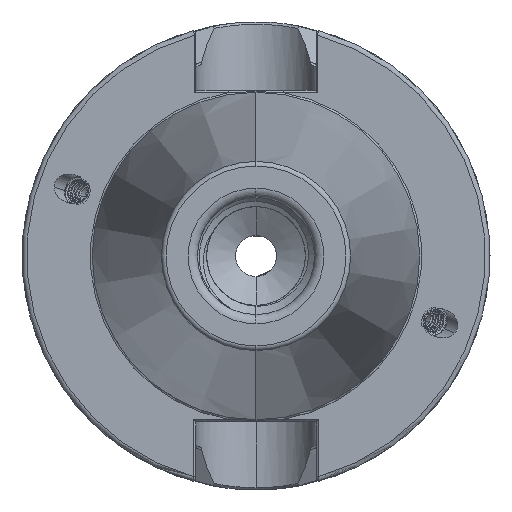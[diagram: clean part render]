
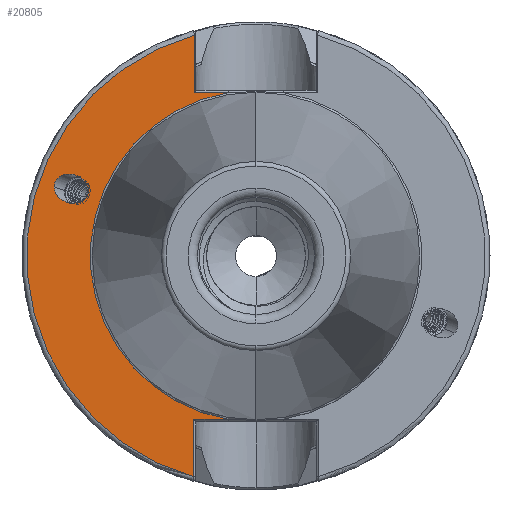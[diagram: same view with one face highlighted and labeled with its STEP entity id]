
A CAD part, left-side view. The second image highlights one B-rep face of the part: STEP entity #20805.
In plain terms, the highlighted planar face has unit normal (-1, 0, 0).
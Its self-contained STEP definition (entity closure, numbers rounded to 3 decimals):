
#5678 = EDGE_CURVE ( 'NONE', #16117, #16118, #21139, .T. ) ;
#6027 = EDGE_CURVE ( 'NONE', #16505, #16413, #18994, .T. ) ;
#6040 = EDGE_CURVE ( 'NONE', #16413, #16451, #18974, .T. ) ;
#6065 = EDGE_CURVE ( 'NONE', #16451, #16434, #19096, .T. ) ;
#6073 = EDGE_CURVE ( 'NONE', #16505, #16509, #19073, .T. ) ;
#6077 = EDGE_CURVE ( 'NONE', #16434, #16455, #19054, .T. ) ;
#6086 = EDGE_CURVE ( 'NONE', #16455, #16509, #19046, .T. ) ;
#6191 = EDGE_CURVE ( 'NONE', #16118, #16125, #16953, .T. ) ;
#6353 = EDGE_CURVE ( 'NONE', #16125, #16117, #17033, .T. ) ;
#7197 = CARTESIAN_POINT ( 'NONE',  ( 0., 43.118, 9.99 ) ) ;
#7215 = CARTESIAN_POINT ( 'NONE',  ( 0., 43.118, 14.766 ) ) ;
#7222 = CARTESIAN_POINT ( 'NONE',  ( 0., 37.57, 8.69 ) ) ;
#7228 = CARTESIAN_POINT ( 'NONE',  ( 0., 35.968, 13.091 ) ) ;
#10262 = CARTESIAN_POINT ( 'NONE',  ( 0., 35.398, 0. ) ) ;
#10288 = DIRECTION ( 'NONE',  ( 1., 0., 0. ) ) ;
#10294 = DIRECTION ( 'NONE',  ( 0., 0., -1. ) ) ;
#10339 = PLANE ( 'NONE',  #11593 ) ;
#11593 = AXIS2_PLACEMENT_3D ( 'NONE', #10262, #10288, #10294 ) ;
#12542 = DIRECTION ( 'NONE',  ( 0., 1., 0. ) ) ;
#12578 = CARTESIAN_POINT ( 'NONE',  ( 0., 12.85, 34.9 ) ) ;
#12744 = CARTESIAN_POINT ( 'NONE',  ( 0., 13.194, 47.285 ) ) ;
#12838 = DIRECTION ( 'NONE',  ( 0., 0., 1. ) ) ;
#13080 = DIRECTION ( 'NONE',  ( 0., 0., 1. ) ) ;
#13084 = CARTESIAN_POINT ( 'NONE',  ( 0., 0., 0. ) ) ;
#13117 = DIRECTION ( 'NONE',  ( -1., 0., 0. ) ) ;
#13205 = DIRECTION ( 'NONE',  ( -1., 0., 0. ) ) ;
#13251 = CARTESIAN_POINT ( 'NONE',  ( 0., 13.279, 0. ) ) ;
#13253 = DIRECTION ( 'NONE',  ( 0., 0., 1. ) ) ;
#13271 = CARTESIAN_POINT ( 'NONE',  ( 0., 0., 0. ) ) ;
#13273 = DIRECTION ( 'NONE',  ( 0., 0., 1. ) ) ;
#14469 = AXIS2_PLACEMENT_3D ( 'NONE', #13084, #13117, #13080 ) ;
#14505 = AXIS2_PLACEMENT_3D ( 'NONE', #13271, #13205, #13253 ) ;
#16117 = VERTEX_POINT ( 'NONE', #22166 ) ;
#16118 = VERTEX_POINT ( 'NONE', #22176 ) ;
#16125 = VERTEX_POINT ( 'NONE', #22149 ) ;
#16413 = VERTEX_POINT ( 'NONE', #22387 ) ;
#16434 = VERTEX_POINT ( 'NONE', #22492 ) ;
#16451 = VERTEX_POINT ( 'NONE', #22508 ) ;
#16455 = VERTEX_POINT ( 'NONE', #22462 ) ;
#16505 = VERTEX_POINT ( 'NONE', #22579 ) ;
#16509 = VERTEX_POINT ( 'NONE', #22583 ) ;
#16953 =( BOUNDED_CURVE ( )  B_SPLINE_CURVE ( 3, ( #18821, #18759, #18809, #18811 ),
 .UNSPECIFIED., .F., .F. ) 
 B_SPLINE_CURVE_WITH_KNOTS ( ( 4, 4 ),
 ( 2.852, 5.993 ),
 .UNSPECIFIED. ) 
 CURVE ( )  GEOMETRIC_REPRESENTATION_ITEM ( )  RATIONAL_B_SPLINE_CURVE ( ( 1., 0.333, 0.333, 1. ) ) 
 REPRESENTATION_ITEM ( '' )  );
#17033 =( BOUNDED_CURVE ( )  B_SPLINE_CURVE ( 3, ( #20232, #20200, #20222, #20224 ),
 .UNSPECIFIED., .F., .F. ) 
 B_SPLINE_CURVE_WITH_KNOTS ( ( 4, 4 ),
 ( 5.993, 6.283 ),
 .UNSPECIFIED. ) 
 CURVE ( )  GEOMETRIC_REPRESENTATION_ITEM ( )  RATIONAL_B_SPLINE_CURVE ( ( 1., 0.993, 0.993, 1. ) ) 
 REPRESENTATION_ITEM ( '' )  );
#17770 = CARTESIAN_POINT ( 'NONE',  ( 0., 35.398, -34.9 ) ) ;
#17832 = DIRECTION ( 'NONE',  ( 0., -1., 0. ) ) ;
#18759 = CARTESIAN_POINT ( 'NONE',  ( 0., 43.118, 20.987 ) ) ;
#18809 = CARTESIAN_POINT ( 'NONE',  ( 0., 35.816, 20.184 ) ) ;
#18811 = CARTESIAN_POINT ( 'NONE',  ( 0., 35.816, 13.963 ) ) ;
#18821 = CARTESIAN_POINT ( 'NONE',  ( 0., 43.118, 14.766 ) ) ;
#18948 = VECTOR ( 'NONE', #12838, 1000. ) ;
#18963 = VECTOR ( 'NONE', #12542, 1000. ) ;
#18974 = LINE ( 'NONE', #12744, #18948 ) ;
#18994 = LINE ( 'NONE', #12578, #18963 ) ;
#19046 = LINE ( 'NONE', #17770, #19064 ) ;
#19054 = LINE ( 'NONE', #13251, #19106 ) ;
#19064 = VECTOR ( 'NONE', #17832, 1000. ) ;
#19073 = CIRCLE ( 'NONE', #14505, 35.398 ) ;
#19096 = CIRCLE ( 'NONE', #14469, 49. ) ;
#19106 = VECTOR ( 'NONE', #13273, 1000. ) ;
#20200 = CARTESIAN_POINT ( 'NONE',  ( 0., 35.816, 13.662 ) ) ;
#20222 = CARTESIAN_POINT ( 'NONE',  ( 0., 35.867, 13.369 ) ) ;
#20224 = CARTESIAN_POINT ( 'NONE',  ( 0., 35.968, 13.091 ) ) ;
#20232 = CARTESIAN_POINT ( 'NONE',  ( 0., 35.816, 13.963 ) ) ;
#20805 = ADVANCED_FACE ( 'NONE', ( #25283, #25298 ), #10339, .F. ) ;
#21139 =( BOUNDED_CURVE ( )  B_SPLINE_CURVE ( 3, ( #7228, #7222, #7197, #7215 ),
 .UNSPECIFIED., .F., .F. ) 
 B_SPLINE_CURVE_WITH_KNOTS ( ( 4, 4 ),
 ( 0., 2.852 ),
 .UNSPECIFIED. ) 
 CURVE ( )  GEOMETRIC_REPRESENTATION_ITEM ( )  RATIONAL_B_SPLINE_CURVE ( ( 1., 0.43, 0.43, 1. ) ) 
 REPRESENTATION_ITEM ( '' )  );
#22149 = CARTESIAN_POINT ( 'NONE',  ( 0., 35.816, 13.963 ) ) ;
#22166 = CARTESIAN_POINT ( 'NONE',  ( 0., 35.968, 13.091 ) ) ;
#22176 = CARTESIAN_POINT ( 'NONE',  ( 0., 43.118, 14.766 ) ) ;
#22387 = CARTESIAN_POINT ( 'NONE',  ( 0., 13.194, 34.9 ) ) ;
#22462 = CARTESIAN_POINT ( 'NONE',  ( 0., 13.279, -34.9 ) ) ;
#22492 = CARTESIAN_POINT ( 'NONE',  ( 0., 13.279, -47.166 ) ) ;
#22508 = CARTESIAN_POINT ( 'NONE',  ( 0., 13.194, 47.19 ) ) ;
#22579 = CARTESIAN_POINT ( 'NONE',  ( 0., 5.916, 34.9 ) ) ;
#22583 = CARTESIAN_POINT ( 'NONE',  ( 0., 5.916, -34.9 ) ) ;
#23770 = EDGE_LOOP ( 'NONE', ( #24338, #24346, #24326 ) ) ;
#23786 = EDGE_LOOP ( 'NONE', ( #24355, #24322, #24331, #24237, #24328, #24348 ) ) ;
#24237 = ORIENTED_EDGE ( 'NONE', *, *, #6073, .F. ) ;
#24322 = ORIENTED_EDGE ( 'NONE', *, *, #6077, .T. ) ;
#24326 = ORIENTED_EDGE ( 'NONE', *, *, #6353, .T. ) ;
#24328 = ORIENTED_EDGE ( 'NONE', *, *, #6027, .T. ) ;
#24331 = ORIENTED_EDGE ( 'NONE', *, *, #6086, .T. ) ;
#24338 = ORIENTED_EDGE ( 'NONE', *, *, #5678, .T. ) ;
#24346 = ORIENTED_EDGE ( 'NONE', *, *, #6191, .T. ) ;
#24348 = ORIENTED_EDGE ( 'NONE', *, *, #6040, .T. ) ;
#24355 = ORIENTED_EDGE ( 'NONE', *, *, #6065, .T. ) ;
#25283 = FACE_BOUND ( 'NONE', #23770, .T. ) ;
#25298 = FACE_OUTER_BOUND ( 'NONE', #23786, .T. ) ;
